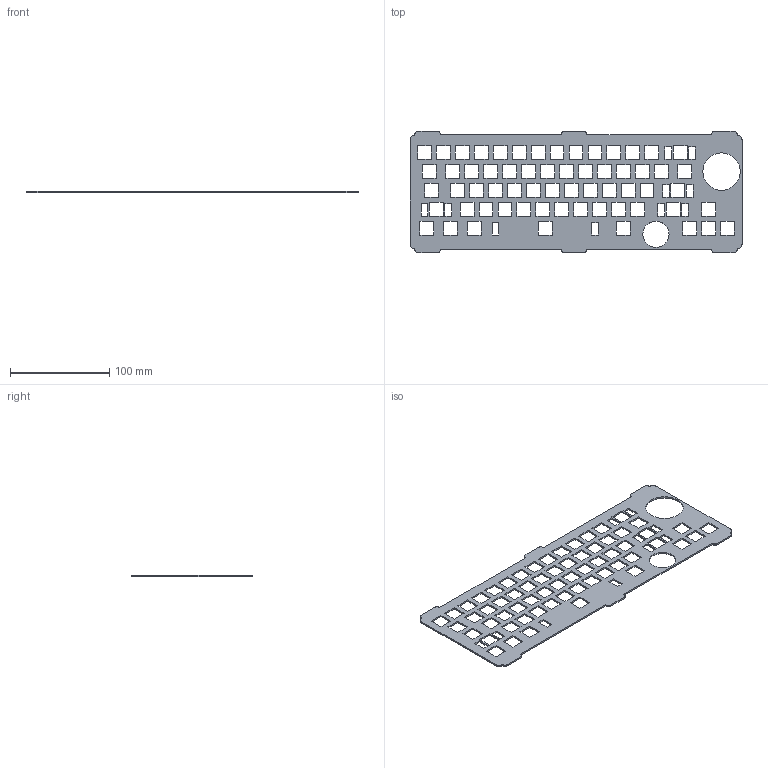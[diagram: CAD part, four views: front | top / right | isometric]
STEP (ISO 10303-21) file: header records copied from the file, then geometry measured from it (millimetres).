
FILE_DESCRIPTION(('KiCad electronic assembly'),'2;1');
FILE_NAME('top plate.step','2023-09-01T01:02:56',('Pcbnew'),('Kicad'), 'Open CASCADE STEP processor 7.6','KiCad to STEP converter','Unknown' );
FILE_SCHEMA(('AUTOMOTIVE_DESIGN { 1 0 10303 214 1 1 1 1 }'));
Length unit declared in the file: millimetre
Products named in the file (2): top plate 1; top plate PCB
Assembly tree (1 placements, depth 2):
  top plate 1
    top plate PCB
Bounding box: 333.85 x 122.37 x 1.6 mm (x, y, z)
Volume: 38839.8 mm3; surface area: 56486.6 mm2
Topology: 1 solids, 1 shells, 556 faces, 1662 edges, 1108 vertices
Faces by surface type: plane 554, cylinder 2
Full cylindrical faces by diameter (mm): 26.39 x1, 37.627 x1
Entity records: 40271 total; most frequent: CARTESIAN_POINT 6676, DIRECTION 6102, LINE 4978, VECTOR 4978, ORIENTED_EDGE 3324, PCURVE 3324, DEFINITIONAL_REPRESENTATION 3324, EDGE_CURVE 1662
